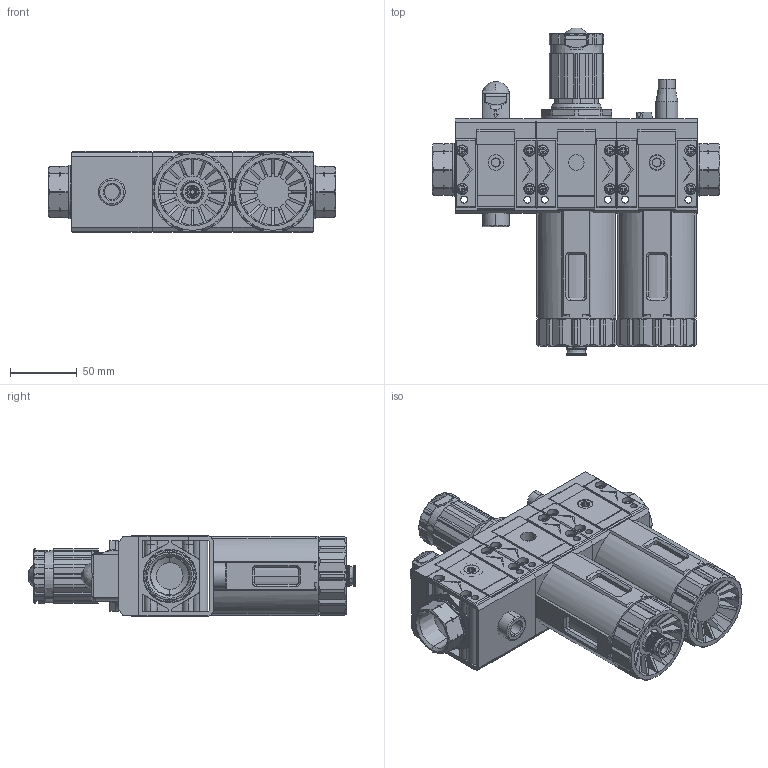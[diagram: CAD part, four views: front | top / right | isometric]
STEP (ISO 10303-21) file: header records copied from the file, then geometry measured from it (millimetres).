
FILE_DESCRIPTION (( 'STEP AP203' ), '1' );
FILE_NAME ('5U26V10B24L106.step', '2023-05-17T14:20:13', ( '' ), ( '' ), 'SwSTEP 2.0', 'SolidWorks 2021', '' );
FILE_SCHEMA (( 'CONFIG_CONTROL_DESIGN' ));
Length unit declared in the file: inch
Products named in the file (1): 5U26V10B24L106
Bounding box: 216 x 246.2 x 61 mm (x, y, z)
Volume: 1129839.9 mm3; surface area: 332219.9 mm2
Topology: 40 solids, 40 shells, 3920 faces, 10707 edges, 6989 vertices
Faces by surface type: plane 2219, cylinder 1083, cone 375, bspline 243
Entity records: 137354 total; most frequent: CARTESIAN_POINT 38331, ORIENTED_EDGE 21410, DIRECTION 20055, EDGE_CURVE 10705, VERTEX_POINT 6989, AXIS2_PLACEMENT_3D 6870, VECTOR 6315, LINE 6315
